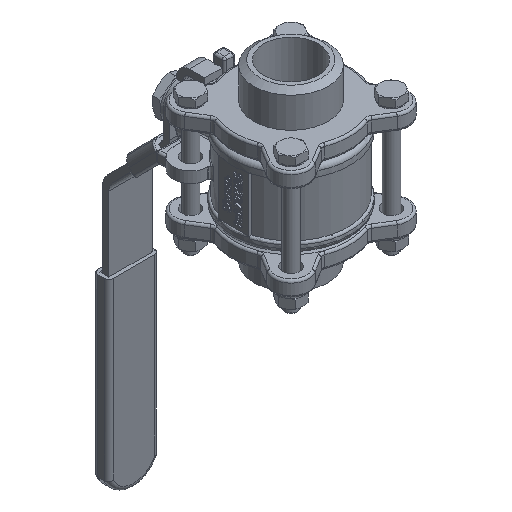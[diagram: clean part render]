
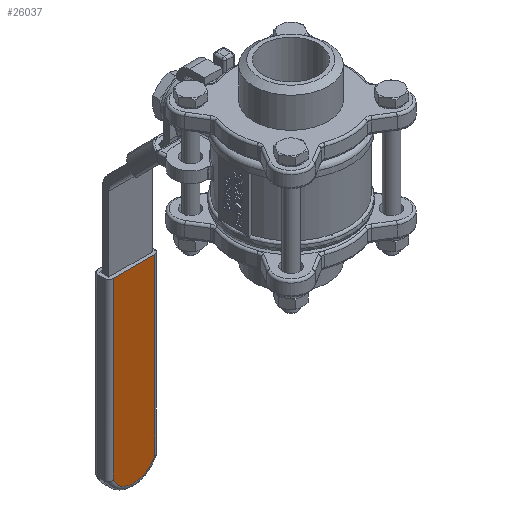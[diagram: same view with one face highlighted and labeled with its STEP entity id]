
A CAD part, isometric view. The second image highlights one B-rep face of the part: STEP entity #26037.
In plain terms, the highlighted planar face has unit normal (0, -1, 0).
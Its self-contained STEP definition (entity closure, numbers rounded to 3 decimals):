
#2606=FACE_OUTER_BOUND('',#4154,.T.);
#4154=EDGE_LOOP('',(#18978,#18979,#18980,#18981));
#5406=CIRCLE('',#27660,10.5);
#6660=LINE('',#40528,#8656);
#6661=LINE('',#40564,#8657);
#6663=LINE('',#40569,#8659);
#8656=VECTOR('',#31027,79.972);
#8657=VECTOR('',#31036,79.972);
#8659=VECTOR('',#31042,19.);
#10896=VERTEX_POINT('',#40525);
#10897=VERTEX_POINT('',#40527);
#10899=VERTEX_POINT('',#40546);
#10900=VERTEX_POINT('',#40563);
#13804=EDGE_CURVE('',#10896,#10897,#6660,.T.);
#13807=EDGE_CURVE('',#10897,#10899,#5406,.T.);
#13809=EDGE_CURVE('',#10899,#10900,#6661,.T.);
#13812=EDGE_CURVE('',#10900,#10896,#6663,.T.);
#18978=ORIENTED_EDGE('',*,*,#13809,.F.);
#18979=ORIENTED_EDGE('',*,*,#13807,.F.);
#18980=ORIENTED_EDGE('',*,*,#13804,.F.);
#18981=ORIENTED_EDGE('',*,*,#13812,.F.);
#23629=PLANE('',#27663);
#26037=ADVANCED_FACE('',(#2606),#23629,.F.);
#27660=AXIS2_PLACEMENT_3D('',#40547,#31032,#31033);
#27663=AXIS2_PLACEMENT_3D('',#40568,#31040,#31041);
#31027=DIRECTION('',(0.,0.,-1.));
#31032=DIRECTION('center_axis',(0.,1.,0.));
#31033=DIRECTION('ref_axis',(0.,0.,
-1.));
#31036=DIRECTION('',(0.,0.,1.));
#31040=DIRECTION('center_axis',(0.,1.,0.));
#31041=DIRECTION('ref_axis',(0.,0.,-1.));
#31042=DIRECTION('',(1.,0.,0.));
#40525=CARTESIAN_POINT('',(9.5,72.,-77.));
#40527=CARTESIAN_POINT('',(9.5,72.,-156.972));
#40528=CARTESIAN_POINT('',(9.5,72.,-97.256));
#40546=CARTESIAN_POINT('',(-9.5,72.,-156.972));
#40547=CARTESIAN_POINT('Origin',(0.,72.,
-152.5));
#40563=CARTESIAN_POINT('',(-9.5,72.,-77.));
#40564=CARTESIAN_POINT('',(-9.5,72.,-137.455));
#40568=CARTESIAN_POINT('Origin',(0.,72.,
-117.511));
#40569=CARTESIAN_POINT('',(-11.5,72.,-77.));
